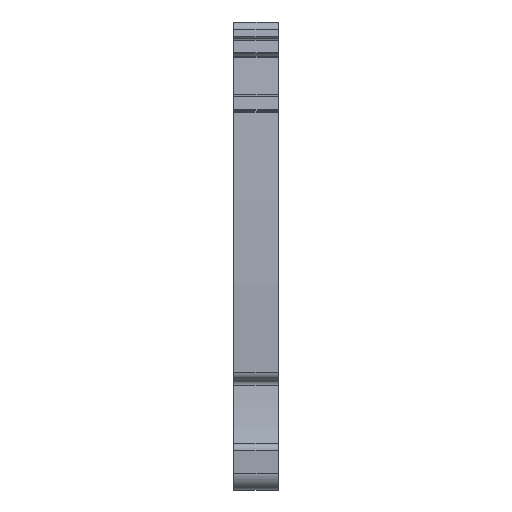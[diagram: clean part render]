
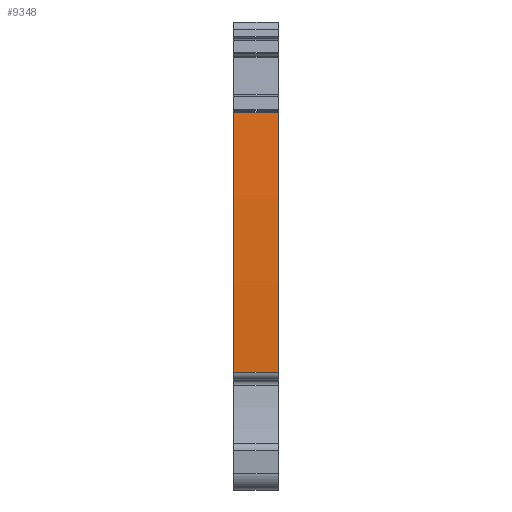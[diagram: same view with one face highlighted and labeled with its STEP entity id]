
A CAD part, front view. The second image highlights one B-rep face of the part: STEP entity #9348.
In plain terms, the highlighted cylindrical face has radius 240 mm (diameter 480 mm), a partial arc.
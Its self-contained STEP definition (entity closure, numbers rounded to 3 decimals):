
#3189=AXIS2_PLACEMENT_3D('Circle Axis2P3D',#3187,#3188,$) ;
#8478=AXIS2_PLACEMENT_3D('Cylinder Axis2P3D',#8475,#8476,#8477) ;
#9339=AXIS2_PLACEMENT_3D('Circle Axis2P3D',#9337,#9338,$) ;
#3184=CARTESIAN_POINT('Vertex',(0.,1.527,13.395)) ;
#3187=CARTESIAN_POINT('Axis2P3D Location',(0.,241.169,26.5)) ;
#3191=CARTESIAN_POINT('Vertex',(0.,1.73,42.906)) ;
#8475=CARTESIAN_POINT('Axis2P3D Location',(2.55,241.169,26.5)) ;
#9314=CARTESIAN_POINT('Vertex',(5.1,1.73,42.906)) ;
#9317=CARTESIAN_POINT('Line Origine',(2.55,1.73,42.906)) ;
#9330=CARTESIAN_POINT('Line Origine',(2.55,1.527,13.395)) ;
#9334=CARTESIAN_POINT('Vertex',(5.1,1.527,13.395)) ;
#9337=CARTESIAN_POINT('Axis2P3D Location',(5.1,241.169,26.5)) ;
#3188=DIRECTION('Axis2P3D Direction',(1.,0.,0.)) ;
#8476=DIRECTION('Axis2P3D Direction',(1.,0.,0.)) ;
#8477=DIRECTION('Axis2P3D XDirection',(0.,-0.994,0.107)) ;
#9318=DIRECTION('Vector Direction',(1.,0.,0.)) ;
#9331=DIRECTION('Vector Direction',(1.,0.,0.)) ;
#9338=DIRECTION('Axis2P3D Direction',(1.,0.,0.)) ;
#9319=VECTOR('Line Direction',#9318,1.) ;
#9332=VECTOR('Line Direction',#9331,1.) ;
#9343=ORIENTED_EDGE('',*,*,#3193,.T.) ;
#9344=ORIENTED_EDGE('',*,*,#9336,.T.) ;
#9345=ORIENTED_EDGE('',*,*,#9341,.F.) ;
#9346=ORIENTED_EDGE('',*,*,#9321,.F.) ;
#9348=ADVANCED_FACE('MLD',(#9347),#8479,.T.) ;
#3190=CIRCLE('generated circle',#3189,240.) ;
#9340=CIRCLE('generated circle',#9339,240.) ;
#8479=CYLINDRICAL_SURFACE('generated cylinder',#8478,240.) ;
#3193=EDGE_CURVE('',#3192,#3185,#3190,.T.) ;
#9321=EDGE_CURVE('',#3192,#9315,#9320,.T.) ;
#9336=EDGE_CURVE('',#3185,#9335,#9333,.T.) ;
#9341=EDGE_CURVE('',#9315,#9335,#9340,.T.) ;
#9342=EDGE_LOOP('',(#9343,#9344,#9345,#9346)) ;
#9347=FACE_OUTER_BOUND('',#9342,.T.) ;
#9320=LINE('Line',#9317,#9319) ;
#9333=LINE('Line',#9330,#9332) ;
#3185=VERTEX_POINT('',#3184) ;
#3192=VERTEX_POINT('',#3191) ;
#9315=VERTEX_POINT('',#9314) ;
#9335=VERTEX_POINT('',#9334) ;
